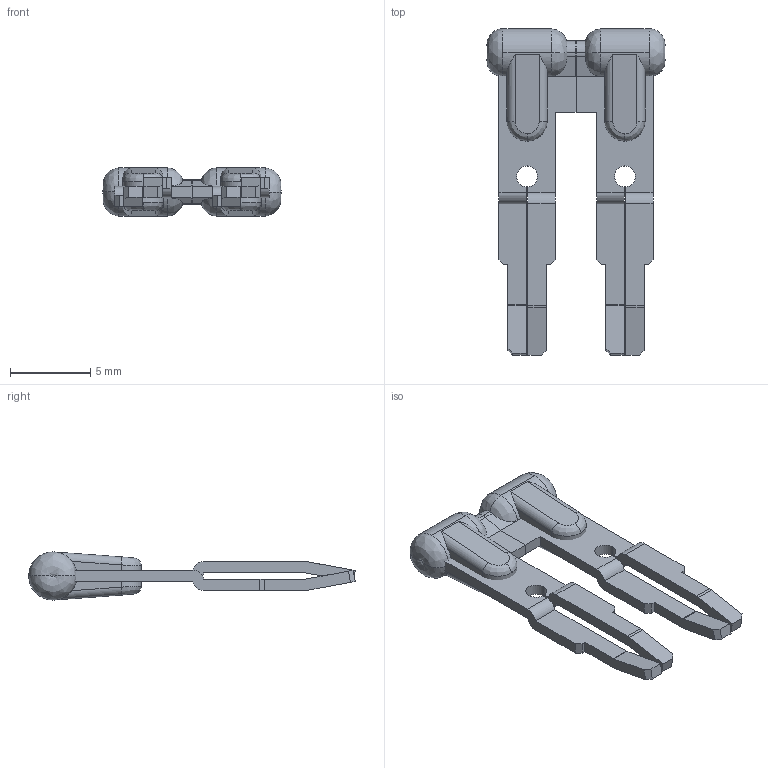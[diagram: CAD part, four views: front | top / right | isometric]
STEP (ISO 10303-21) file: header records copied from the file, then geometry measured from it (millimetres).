
FILE_DESCRIPTION (( 'STEP AP214' ), '1' );
FILE_NAME ('DN-2J4YMN.STEP', '2018-05-02T11:05:20', ( '' ), ( '' ), 'SwSTEP 2.0', 'SolidWorks 2017', '' );
FILE_SCHEMA (( 'AUTOMOTIVE_DESIGN' ));
Length unit declared in the file: inch
Products named in the file (3): DN-2J4YMN; J4PSX_J4 INTERMEDIO; J4_M
Assembly tree (4 placements, depth 2):
  DN-2J4YMN
    J4_M  x2
    J4PSX_J4 INTERMEDIO  x2
Bounding box: 11.1 x 20.34 x 3 mm (x, y, z)
Volume: 197.3 mm3; surface area: 520.5 mm2
Topology: 4 solids, 4 shells, 134 faces, 368 edges, 238 vertices
Faces by surface type: plane 78, cylinder 38, bspline 18
Entity records: 3440 total; most frequent: CARTESIAN_POINT 760, ORIENTED_EDGE 364, DIRECTION 342, EDGE_CURVE 182, VECTOR 124, LINE 124, VERTEX_POINT 119, AXIS2_PLACEMENT_3D 109
